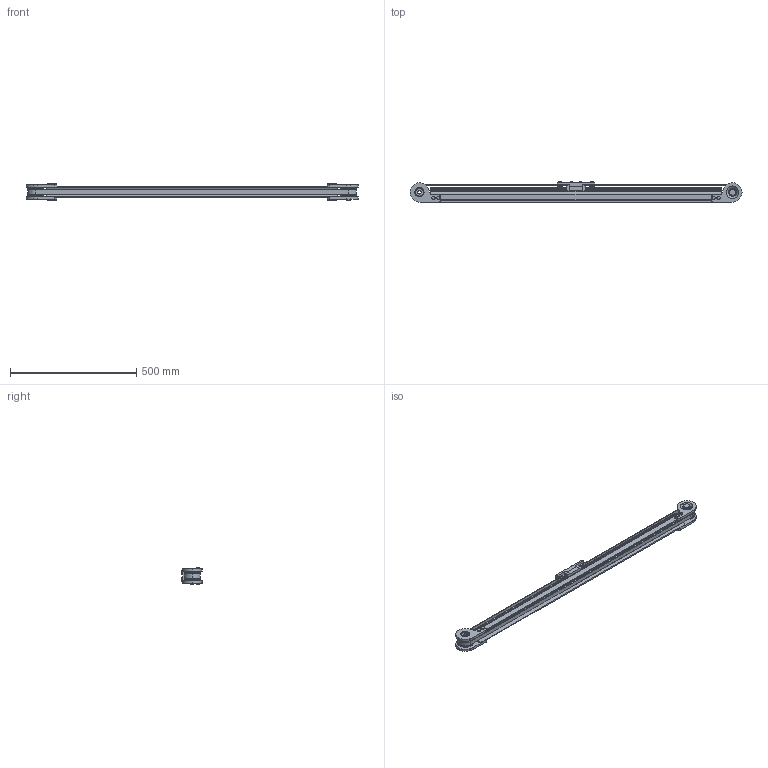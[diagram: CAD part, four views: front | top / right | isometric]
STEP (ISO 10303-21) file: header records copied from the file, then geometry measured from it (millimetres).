
FILE_DESCRIPTION(('STEP AP214'),'1');
FILE_NAME('lti45-trb-s20i-1000_500.stp','2023-06-05T09:19:48',('TraceParts'),('TraceParts S.A.'),'Spatial InterOp 3D',' ',' ');
FILE_SCHEMA(('AUTOMOTIVE_DESIGN { 1 0 10303 214 1 1 1 1 }'));
Length unit declared in the file: millimetre
Products named in the file (1): lti45-trb-s20i-1000_500_1
Bounding box: 1315 x 82 x 68.4 mm (x, y, z)
Volume: 1435361.7 mm3; surface area: 487039.5 mm2
Topology: 2 solids, 2 shells, 1157 faces, 3161 edges, 2056 vertices
Faces by surface type: cylinder 542, plane 453, cone 162
Entity records: 46411 total; most frequent: CARTESIAN_POINT 7288, DIRECTION 6511, ORIENTED_EDGE 6322, EDGE_CURVE 3161, AXIS2_PLACEMENT_3D 2419, VERTEX_POINT 2056, LINE 1673, VECTOR 1673
